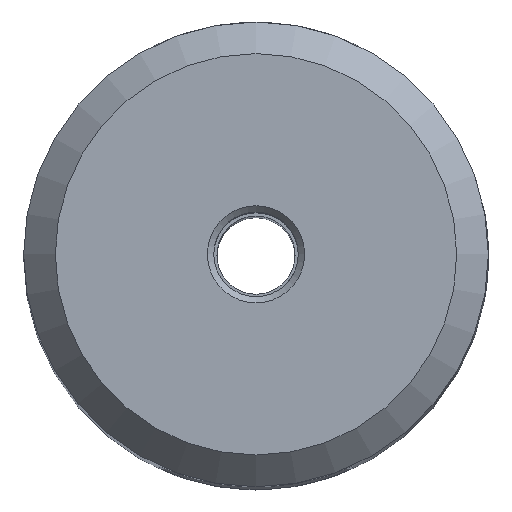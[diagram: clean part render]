
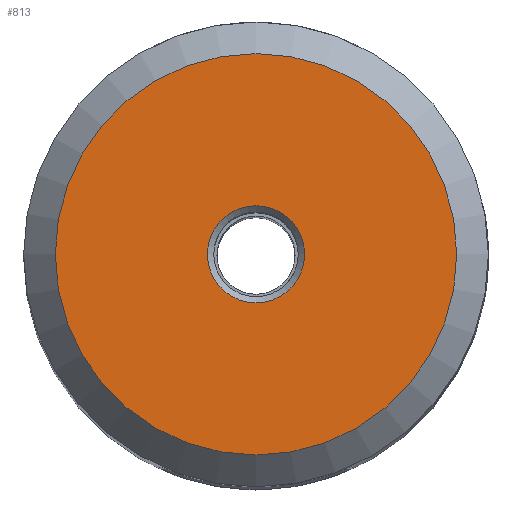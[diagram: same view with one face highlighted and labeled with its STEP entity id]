
A CAD part, top view. The second image highlights one B-rep face of the part: STEP entity #813.
In plain terms, the highlighted planar face has unit normal (0, 0, 1).
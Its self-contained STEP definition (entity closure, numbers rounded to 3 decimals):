
#60 = CARTESIAN_POINT ( 'NONE',  ( 0., 0., 90. ) ) ;
#129 = CIRCLE ( 'NONE', #251, 9.5 ) ;
#160 = ORIENTED_EDGE ( 'NONE', *, *, #964, .T. ) ;
#226 = AXIS2_PLACEMENT_3D ( 'NONE', #1315, #1090, #757 ) ;
#251 = AXIS2_PLACEMENT_3D ( 'NONE', #60, #1496, #1381 ) ;
#309 = CARTESIAN_POINT ( 'NONE',  ( 2.3, 0., 90. ) ) ;
#364 = CIRCLE ( 'NONE', #839, 2.3 ) ;
#439 = VERTEX_POINT ( 'NONE', #911 ) ;
#455 = VERTEX_POINT ( 'NONE', #309 ) ;
#583 = EDGE_CURVE ( 'NONE', #439, #439, #129, .T. ) ;
#718 = ORIENTED_EDGE ( 'NONE', *, *, #583, .T. ) ;
#757 = DIRECTION ( 'NONE',  ( 1., 0., 0. ) ) ;
#813 = ADVANCED_FACE ( 'NONE', ( #860, #1413 ), #1063, .T. ) ;
#839 = AXIS2_PLACEMENT_3D ( 'NONE', #1018, #845, #1460 ) ;
#845 = DIRECTION ( 'NONE',  ( 0., 0., -1. ) ) ;
#860 = FACE_BOUND ( 'NONE', #913, .T. ) ;
#911 = CARTESIAN_POINT ( 'NONE',  ( 9.5, 0., 90. ) ) ;
#913 = EDGE_LOOP ( 'NONE', ( #160 ) ) ;
#964 = EDGE_CURVE ( 'NONE', #455, #455, #364, .T. ) ;
#1018 = CARTESIAN_POINT ( 'NONE',  ( 0., 0., 90. ) ) ;
#1063 = PLANE ( 'NONE',  #226 ) ;
#1090 = DIRECTION ( 'NONE',  ( 0., 0., 1. ) ) ;
#1315 = CARTESIAN_POINT ( 'NONE',  ( 0., 0., 90. ) ) ;
#1346 = EDGE_LOOP ( 'NONE', ( #718 ) ) ;
#1381 = DIRECTION ( 'NONE',  ( 1., 0., 0. ) ) ;
#1413 = FACE_OUTER_BOUND ( 'NONE', #1346, .T. ) ;
#1460 = DIRECTION ( 'NONE',  ( 1., 0., 0. ) ) ;
#1496 = DIRECTION ( 'NONE',  ( 0., 0., 1. ) ) ;
